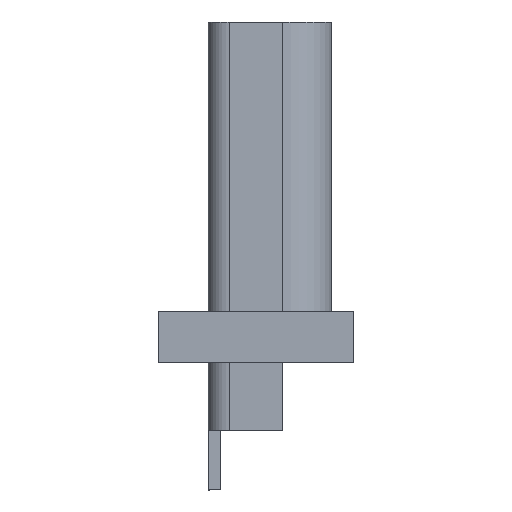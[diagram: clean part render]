
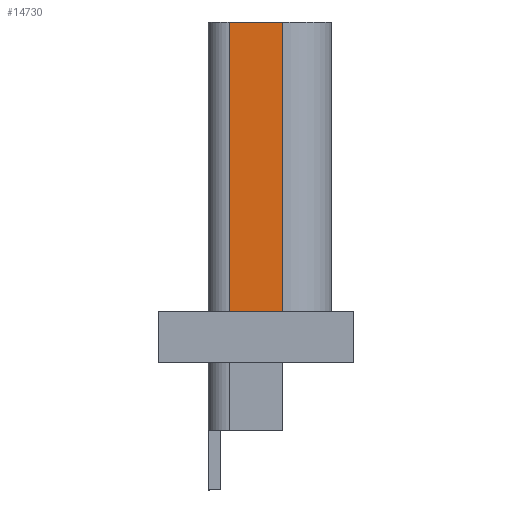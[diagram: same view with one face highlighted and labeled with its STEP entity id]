
A CAD part, left-side view. The second image highlights one B-rep face of the part: STEP entity #14730.
In plain terms, the highlighted planar face has unit normal (-1, 0, 0).
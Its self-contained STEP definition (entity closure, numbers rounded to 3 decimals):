
#98 = CARTESIAN_POINT ( 'NONE',  ( -8.35, -0.625, 8. ) ) ;
#132 = EDGE_CURVE ( 'NONE', #8621, #16845, #11245, .T. ) ;
#1894 = ORIENTED_EDGE ( 'NONE', *, *, #14716, .F. ) ;
#2373 = VERTEX_POINT ( 'NONE', #17589 ) ;
#2447 = EDGE_CURVE ( 'NONE', #2373, #8621, #7765, .T. ) ;
#2736 = DIRECTION ( 'NONE',  ( 0., 0., -1. ) ) ;
#3658 = DIRECTION ( 'NONE',  ( 0., 0., 1. ) ) ;
#3749 = CARTESIAN_POINT ( 'NONE',  ( -8.35, -0.625, 8. ) ) ;
#4315 = ORIENTED_EDGE ( 'NONE', *, *, #132, .T. ) ;
#5057 = VECTOR ( 'NONE', #2736, 1000. ) ;
#5093 = PLANE ( 'NONE',  #17734 ) ;
#5193 = FACE_OUTER_BOUND ( 'NONE', #11654, .T. ) ;
#5533 = VECTOR ( 'NONE', #15588, 1000. ) ;
#5723 = CARTESIAN_POINT ( 'NONE',  ( -8.35, -0.625, 1.2 ) ) ;
#5874 = CARTESIAN_POINT ( 'NONE',  ( -8.35, 0.625, 1.2 ) ) ;
#6196 = EDGE_CURVE ( 'NONE', #2373, #8058, #15792, .T. ) ;
#6616 = DIRECTION ( 'NONE',  ( 0., 1., 0. ) ) ;
#7665 = VECTOR ( 'NONE', #6616, 1000. ) ;
#7765 = LINE ( 'NONE', #12395, #13753 ) ;
#8058 = VERTEX_POINT ( 'NONE', #5723 ) ;
#8621 = VERTEX_POINT ( 'NONE', #14101 ) ;
#9223 = ORIENTED_EDGE ( 'NONE', *, *, #2447, .T. ) ;
#9293 = DIRECTION ( 'NONE',  ( -1., 0., 0. ) ) ;
#10743 = DIRECTION ( 'NONE',  ( 0., 1., 0. ) ) ;
#11245 = LINE ( 'NONE', #11340, #5533 ) ;
#11340 = CARTESIAN_POINT ( 'NONE',  ( -8.35, 0.625, 8. ) ) ;
#11654 = EDGE_LOOP ( 'NONE', ( #1894, #16366, #9223, #4315 ) ) ;
#12395 = CARTESIAN_POINT ( 'NONE',  ( -8.35, -0.625, 8. ) ) ;
#13527 = LINE ( 'NONE', #15205, #7665 ) ;
#13753 = VECTOR ( 'NONE', #10743, 1000. ) ;
#14101 = CARTESIAN_POINT ( 'NONE',  ( -8.35, 0.625, 8. ) ) ;
#14716 = EDGE_CURVE ( 'NONE', #8058, #16845, #13527, .T. ) ;
#14730 = ADVANCED_FACE ( 'NONE', ( #5193 ), #5093, .T. ) ;
#15205 = CARTESIAN_POINT ( 'NONE',  ( -8.35, -0.625, 1.2 ) ) ;
#15588 = DIRECTION ( 'NONE',  ( 0., 0., -1. ) ) ;
#15792 = LINE ( 'NONE', #98, #5057 ) ;
#16366 = ORIENTED_EDGE ( 'NONE', *, *, #6196, .F. ) ;
#16845 = VERTEX_POINT ( 'NONE', #5874 ) ;
#17589 = CARTESIAN_POINT ( 'NONE',  ( -8.35, -0.625, 8. ) ) ;
#17734 = AXIS2_PLACEMENT_3D ( 'NONE', #3749, #9293, #3658 ) ;
